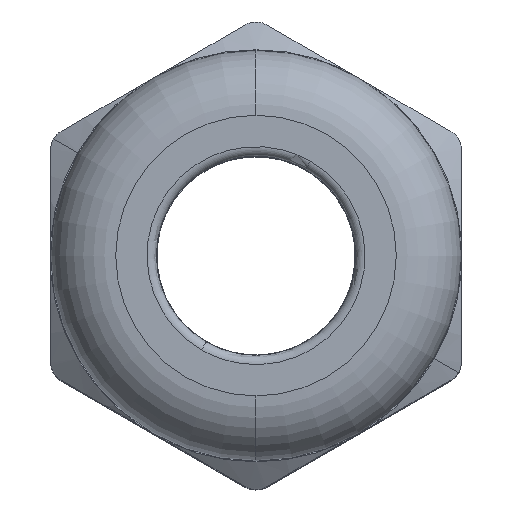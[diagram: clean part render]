
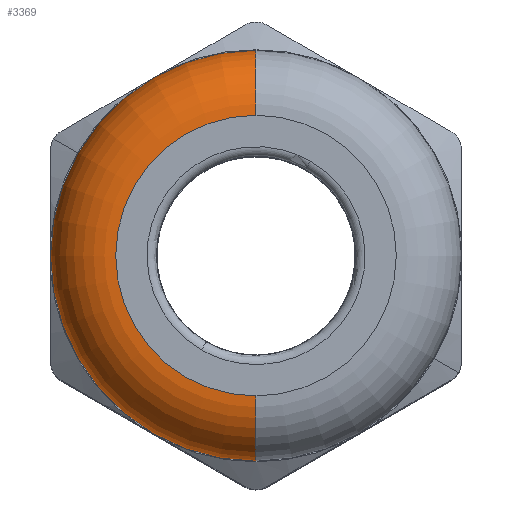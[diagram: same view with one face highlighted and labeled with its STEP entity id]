
A CAD part, top view. The second image highlights one B-rep face of the part: STEP entity #3369.
In plain terms, the highlighted toroidal (fillet/blend) face has major radius 7.52 mm and minor radius 3.48 mm.
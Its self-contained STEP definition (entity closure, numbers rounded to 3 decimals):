
#2553=AXIS2_PLACEMENT_3D('Circle Axis2P3D',#2551,#2552,$) ;
#2608=AXIS2_PLACEMENT_3D('Circle Axis2P3D',#2606,#2607,$) ;
#2615=AXIS2_PLACEMENT_3D('Circle Axis2P3D',#2613,#2614,$) ;
#3340=AXIS2_PLACEMENT_3D('Torus Axis2P3D',#3337,#3338,#3339) ;
#3344=AXIS2_PLACEMENT_3D('Circle Axis2P3D',#3342,#3343,$) ;
#3351=AXIS2_PLACEMENT_3D('Circle Axis2P3D',#3349,#3350,$) ;
#3358=AXIS2_PLACEMENT_3D('Circle Axis2P3D',#3356,#3357,$) ;
#2523=CARTESIAN_POINT('Vertex',(11.,23.532,33.52)) ;
#2548=CARTESIAN_POINT('Vertex',(1.474,18.032,33.52)) ;
#2551=CARTESIAN_POINT('Axis2P3D Location',(11.,12.532,33.52)) ;
#2603=CARTESIAN_POINT('Vertex',(11.,1.532,33.52)) ;
#2606=CARTESIAN_POINT('Axis2P3D Location',(11.,12.532,33.52)) ;
#2610=CARTESIAN_POINT('Vertex',(5.5,3.005,33.52)) ;
#2613=CARTESIAN_POINT('Axis2P3D Location',(11.,12.532,33.52)) ;
#3337=CARTESIAN_POINT('Axis2P3D Location',(11.,12.532,33.52)) ;
#3342=CARTESIAN_POINT('Axis2P3D Location',(11.,5.012,33.52)) ;
#3346=CARTESIAN_POINT('Vertex',(11.,5.012,37.)) ;
#3349=CARTESIAN_POINT('Axis2P3D Location',(11.,12.532,37.)) ;
#3353=CARTESIAN_POINT('Vertex',(11.,20.052,37.)) ;
#3356=CARTESIAN_POINT('Axis2P3D Location',(11.,20.052,33.52)) ;
#2552=DIRECTION('Axis2P3D Direction',(0.,0.,-1.)) ;
#2607=DIRECTION('Axis2P3D Direction',(0.,0.,-1.)) ;
#2614=DIRECTION('Axis2P3D Direction',(0.,0.,-1.)) ;
#3338=DIRECTION('Axis2P3D Direction',(0.,0.,1.)) ;
#3339=DIRECTION('Axis2P3D XDirection',(0.,1.,0.)) ;
#3343=DIRECTION('Axis2P3D Direction',(-1.,0.,0.)) ;
#3350=DIRECTION('Axis2P3D Direction',(0.,0.,1.)) ;
#3357=DIRECTION('Axis2P3D Direction',(1.,0.,0.)) ;
#3362=ORIENTED_EDGE('',*,*,#3348,.T.) ;
#3363=ORIENTED_EDGE('',*,*,#3355,.T.) ;
#3364=ORIENTED_EDGE('',*,*,#3360,.F.) ;
#3365=ORIENTED_EDGE('',*,*,#2555,.F.) ;
#3366=ORIENTED_EDGE('',*,*,#2617,.F.) ;
#3367=ORIENTED_EDGE('',*,*,#2612,.F.) ;
#3369=ADVANCED_FACE('Hauptk\X2\00F6\X0\rper.1',(#3368),#3341,.T.) ;
#2554=CIRCLE('generated circle',#2553,11.) ;
#2609=CIRCLE('generated circle',#2608,11.) ;
#2616=CIRCLE('generated circle',#2615,11.) ;
#3345=CIRCLE('generated circle',#3344,3.48) ;
#3352=CIRCLE('generated circle',#3351,7.52) ;
#3359=CIRCLE('generated circle',#3358,3.48) ;
#3341=TOROIDAL_SURFACE('homeo Torus',#3340,7.52,3.48) ;
#2555=EDGE_CURVE('',#2549,#2524,#2554,.T.) ;
#2612=EDGE_CURVE('',#2604,#2611,#2609,.T.) ;
#2617=EDGE_CURVE('',#2611,#2549,#2616,.T.) ;
#3348=EDGE_CURVE('',#2604,#3347,#3345,.T.) ;
#3355=EDGE_CURVE('',#3347,#3354,#3352,.F.) ;
#3360=EDGE_CURVE('',#2524,#3354,#3359,.T.) ;
#3361=EDGE_LOOP('',(#3362,#3363,#3364,#3365,#3366,#3367)) ;
#3368=FACE_OUTER_BOUND('',#3361,.T.) ;
#2524=VERTEX_POINT('',#2523) ;
#2549=VERTEX_POINT('',#2548) ;
#2604=VERTEX_POINT('',#2603) ;
#2611=VERTEX_POINT('',#2610) ;
#3347=VERTEX_POINT('',#3346) ;
#3354=VERTEX_POINT('',#3353) ;
